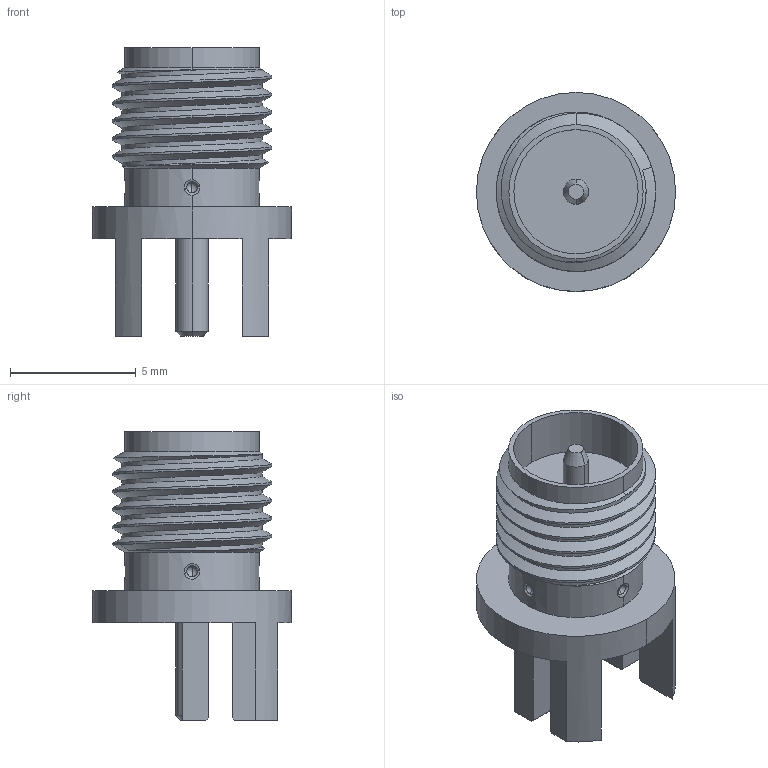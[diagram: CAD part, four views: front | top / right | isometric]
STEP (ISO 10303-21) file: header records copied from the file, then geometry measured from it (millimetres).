
FILE_DESCRIPTION (( 'STEP AP214' ), '1' );
FILE_NAME ('CONREVSMA003.031.STEP', '2020-11-05T21:08:34', ( '' ), ( '' ), 'SwSTEP 2.0', 'SolidWorks 2017', '' );
FILE_SCHEMA (( 'AUTOMOTIVE_DESIGN' ));
Length unit declared in the file: millimetre
Products named in the file (2): CONREVSMA003.031
Assembly tree (1 placements, depth 2):
  CONREVSMA003.031
    CONREVSMA003.031
Bounding box: 7.93 x 7.93 x 11.51 mm (x, y, z)
Volume: 214.4 mm3; surface area: 587.9 mm2
Topology: 4 solids, 4 shells, 92 faces, 223 edges, 147 vertices
Faces by surface type: plane 34, cylinder 31, bspline 11, cone 8, sphere 8
Entity records: 4762 total; most frequent: CARTESIAN_POINT 2615, ORIENTED_EDGE 446, DIRECTION 400, EDGE_CURVE 223, AXIS2_PLACEMENT_3D 152, VERTEX_POINT 147, EDGE_LOOP 102, VECTOR 96
